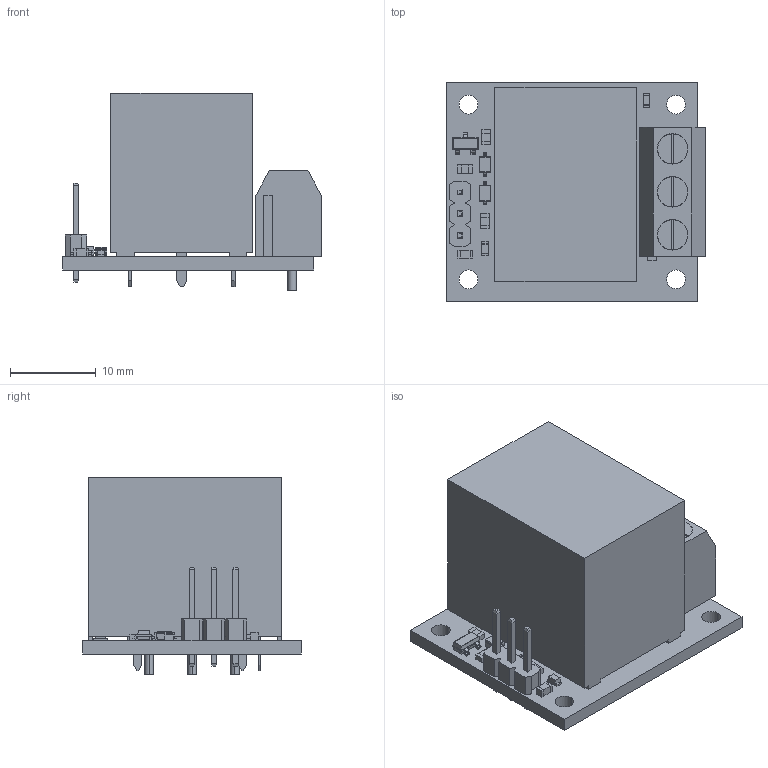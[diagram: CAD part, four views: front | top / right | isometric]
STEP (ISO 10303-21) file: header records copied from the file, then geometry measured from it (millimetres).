
FILE_DESCRIPTION (( 'STEP AP214' ), '1' );
FILE_NAME ('pololu-basic-spdt-relay-carrier-for-sugar-cube-relay.step', '2022-05-25T23:45:16', ( '' ), ( '' ), 'SwSTEP 2.0', 'SolidWorks 2022', '' );
FILE_SCHEMA (( 'AUTOMOTIVE_DESIGN' ));
Length unit declared in the file: millimetre
Products named in the file (1): pololu-basic-spdt-relay-carrier-for-sugar-cube-relay
Bounding box: 30.07 x 25.4 x 23 mm (x, y, z)
Volume: 8956.2 mm3; surface area: 5382.4 mm2
Topology: 4 solids, 4 shells, 889 faces, 2330 edges, 1514 vertices
Faces by surface type: plane 620, bspline 159, cylinder 110
Entity records: 42652 total; most frequent: CARTESIAN_POINT 11853, ORIENTED_EDGE 4660, DIRECTION 3644, EDGE_CURVE 2330, LINE 1770, VECTOR 1770, VERTEX_POINT 1514, EDGE_LOOP 1002
